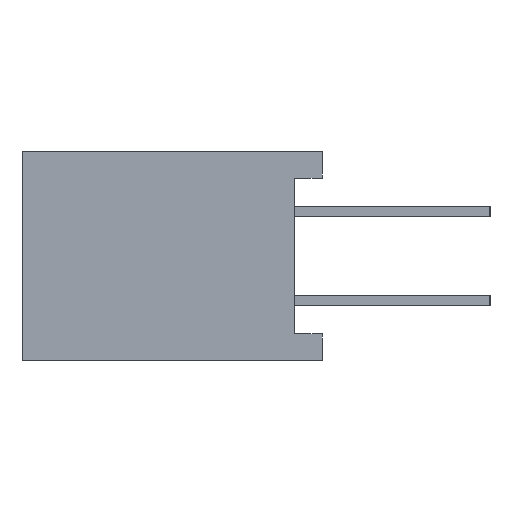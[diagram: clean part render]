
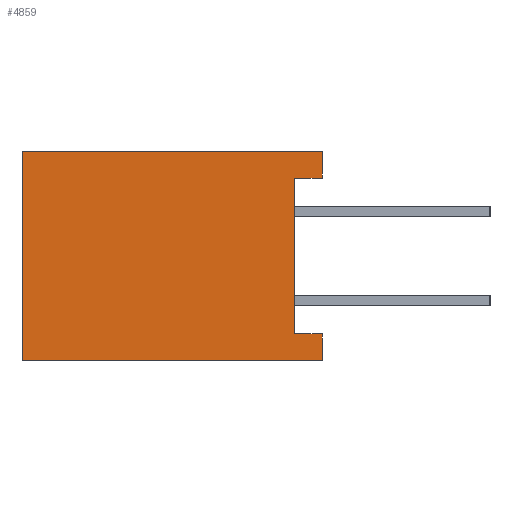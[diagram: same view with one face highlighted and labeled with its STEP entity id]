
A CAD part, left-side view. The second image highlights one B-rep face of the part: STEP entity #4859.
In plain terms, the highlighted planar face has unit normal (-1, 0, 0).
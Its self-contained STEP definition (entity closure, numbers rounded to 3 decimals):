
#1=DIRECTION('',(0.,0.,1.));
#2=VECTOR('',#1,3.);
#3=CARTESIAN_POINT('',(-11.025,0.,-1.5));
#4=LINE('3925',#3,#2);
#561=DIRECTION('',(0.,1.,0.));
#562=VECTOR('',#561,0.4);
#563=CARTESIAN_POINT('',(-11.025,-4.3,-1.115));
#564=LINE('3961',#563,#562);
#565=DIRECTION('',(0.,-1.,0.));
#566=VECTOR('',#565,4.3);
#567=CARTESIAN_POINT('',(-11.025,0.,-1.5));
#568=LINE('3931',#567,#566);
#569=DIRECTION('',(0.,1.,0.));
#570=VECTOR('',#569,0.4);
#571=CARTESIAN_POINT('',(-11.025,-4.3,1.115));
#572=LINE('3963',#571,#570);
#573=DIRECTION('',(0.,0.,1.));
#574=VECTOR('',#573,2.23);
#575=CARTESIAN_POINT('',(-11.025,-3.9,-1.115));
#576=LINE('3962',#575,#574);
#589=DIRECTION('',(0.,0.,1.));
#590=VECTOR('',#589,0.385);
#591=CARTESIAN_POINT('',(-11.025,-4.3,-1.5));
#592=LINE('3967',#591,#590);
#1165=DIRECTION('',(0.,0.,1.));
#1166=VECTOR('',#1165,0.385);
#1167=CARTESIAN_POINT('',(-11.025,-4.3,1.115));
#1168=LINE('3968',#1167,#1166);
#1177=DIRECTION('',(0.,-1.,0.));
#1178=VECTOR('',#1177,4.3);
#1179=CARTESIAN_POINT('',(-11.025,0.,1.5));
#1180=LINE('3932',#1179,#1178);
#3361=CARTESIAN_POINT('',(-11.025,0.,-1.5));
#3362=CARTESIAN_POINT('',(-11.025,0.,1.5));
#3363=VERTEX_POINT('',#3361);
#3364=VERTEX_POINT('',#3362);
#3369=CARTESIAN_POINT('',(-11.025,-4.3,1.5));
#3371=VERTEX_POINT('',#3369);
#3374=CARTESIAN_POINT('',(-11.025,-4.3,-1.5));
#3376=VERTEX_POINT('',#3374);
#3425=CARTESIAN_POINT('',(-11.025,-4.3,-1.115));
#3427=VERTEX_POINT('',#3425);
#3429=CARTESIAN_POINT('',(-11.025,-4.3,1.115));
#3431=VERTEX_POINT('',#3429);
#3433=CARTESIAN_POINT('',(-11.025,-3.9,-1.115));
#3434=VERTEX_POINT('',#3433);
#3435=CARTESIAN_POINT('',(-11.025,-3.9,1.115));
#3436=VERTEX_POINT('',#3435);
#4837=CARTESIAN_POINT('',(-11.025,0.,-1.5));
#4838=DIRECTION('',(-1.,0.,0.));
#4839=DIRECTION('',(0.,0.,1.));
#4840=AXIS2_PLACEMENT_3D('',#4837,#4838,#4839);
#4841=PLANE('3577',#4840);
#4843=ORIENTED_EDGE('3961',*,*,#4842,.F.);
#4845=ORIENTED_EDGE('3967',*,*,#4844,.F.);
#4847=ORIENTED_EDGE('3931',*,*,#4846,.F.);
#4848=ORIENTED_EDGE('3925',*,*,#4486,.T.);
#4850=ORIENTED_EDGE('3932',*,*,#4849,.T.);
#4852=ORIENTED_EDGE('3968',*,*,#4851,.F.);
#4854=ORIENTED_EDGE('3963',*,*,#4853,.T.);
#4856=ORIENTED_EDGE('3962',*,*,#4855,.F.);
#4857=EDGE_LOOP('3577',(#4843,#4845,#4847,#4848,#4850,#4852,#4854,#4856));
#4858=FACE_OUTER_BOUND('3577',#4857,.F.);
#4859=ADVANCED_FACE('3577',(#4858),#4841,.T.);
#4486=EDGE_CURVE('3925',#3363,#3364,#4,.T.);
#4842=EDGE_CURVE('3961',#3427,#3434,#564,.T.);
#4844=EDGE_CURVE('3967',#3376,#3427,#592,.T.);
#4846=EDGE_CURVE('3931',#3363,#3376,#568,.T.);
#4849=EDGE_CURVE('3932',#3364,#3371,#1180,.T.);
#4851=EDGE_CURVE('3968',#3431,#3371,#1168,.T.);
#4853=EDGE_CURVE('3963',#3431,#3436,#572,.T.);
#4855=EDGE_CURVE('3962',#3434,#3436,#576,.T.);
